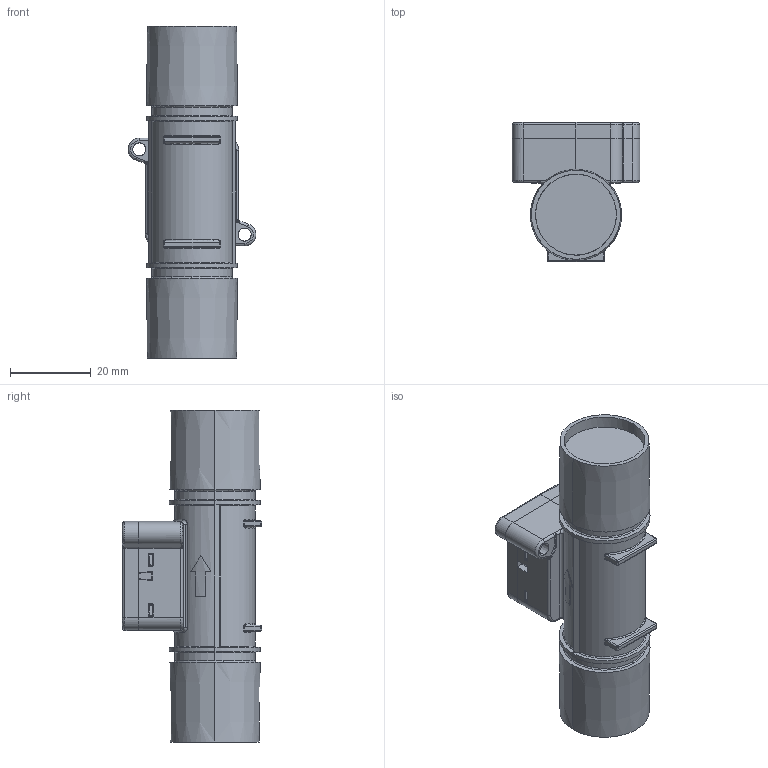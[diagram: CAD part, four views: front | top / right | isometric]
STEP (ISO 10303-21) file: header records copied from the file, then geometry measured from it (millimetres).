
FILE_DESCRIPTION (( 'STEP AP203' ), '1' );
FILE_NAME ('Bonanza_mit_Deckel_.STEP', '2012-02-24T15:44:47', ( 'EMO' ), ( 'S' ), 'SwSTEP 2.0', 'SolidWorks 2001340', '' );
FILE_SCHEMA (( 'CONFIG_CONTROL_DESIGN' ));
Length unit declared in the file: millimetre
Products named in the file (5): Bonanza_mit_Deckel_; F01-0075_00; F01-0057_00; ete_SS1-004-H085-55_00; F01-0044_00
Assembly tree (4 placements, depth 3):
  Bonanza_mit_Deckel_
    F01-0057_00
      ete_SS1-004-H085-55_00
    F01-0044_00
    F01-0075_00
Bounding box: 31.5 x 34.35 x 82 mm (x, y, z)
Volume: 32486.4 mm3; surface area: 12931.8 mm2
Topology: 3 solids, 3 shells, 635 faces, 1602 edges, 979 vertices
Faces by surface type: plane 295, cylinder 202, bspline 56, torus 50, cone 18, sphere 14
Entity records: 24643 total; most frequent: CARTESIAN_POINT 9763, ORIENTED_EDGE 3178, DIRECTION 2682, EDGE_CURVE 1589, VERTEX_POINT 979, VECTOR 918, LINE 918, AXIS2_PLACEMENT_3D 882
